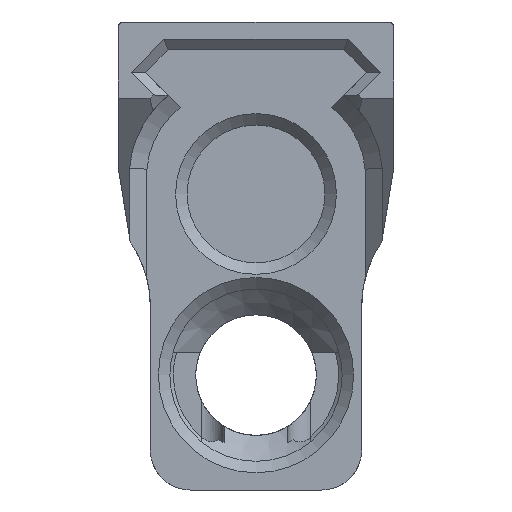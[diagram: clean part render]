
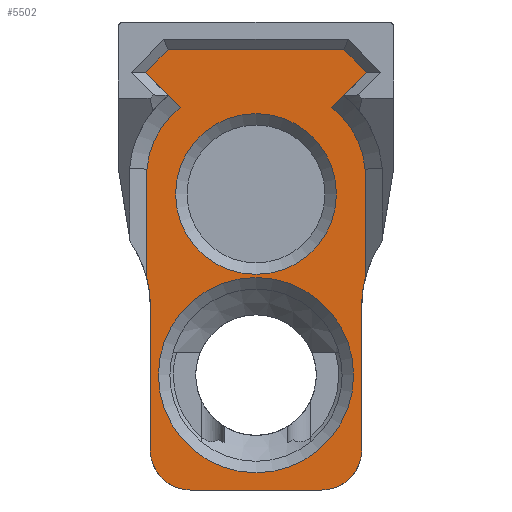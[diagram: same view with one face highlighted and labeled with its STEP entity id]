
A CAD part, front view. The second image highlights one B-rep face of the part: STEP entity #5502.
In plain terms, the highlighted planar face has unit normal (0, -1, 0).
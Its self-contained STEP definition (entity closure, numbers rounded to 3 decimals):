
#258=FACE_BOUND('',#765,.T.);
#259=FACE_BOUND('',#766,.T.);
#262=PLANE('',#5807);
#475=FACE_OUTER_BOUND('',#764,.T.);
#764=EDGE_LOOP('',(#3783,#3784,#3785,#3786,#3787,#3788,#3789,#3790,#3791,
#3792,#3793,#3794,#3795,#3796,#3797,#3798));
#765=EDGE_LOOP('',(#3799));
#766=EDGE_LOOP('',(#3800));
#1057=LINE('',#7815,#1682);
#1058=LINE('',#7817,#1683);
#1059=LINE('',#7819,#1684);
#1060=LINE('',#7821,#1685);
#1061=LINE('',#7823,#1686);
#1062=LINE('',#7827,#1687);
#1063=LINE('',#7831,#1688);
#1064=LINE('',#7835,#1689);
#1065=LINE('',#7839,#1690);
#1066=LINE('',#7843,#1691);
#1682=VECTOR('',#6273,10.);
#1683=VECTOR('',#6274,10.);
#1684=VECTOR('',#6275,10.);
#1685=VECTOR('',#6276,10.);
#1686=VECTOR('',#6277,10.);
#1687=VECTOR('',#6280,10.);
#1688=VECTOR('',#6283,10.);
#1689=VECTOR('',#6286,10.);
#1690=VECTOR('',#6289,10.);
#1691=VECTOR('',#6292,10.);
#2307=CIRCLE('',#5806,7.);
#2308=CIRCLE('',#5808,7.445);
#2309=CIRCLE('',#5809,10.);
#2310=CIRCLE('',#5810,3.5);
#2311=CIRCLE('',#5811,3.5);
#2312=CIRCLE('',#5812,10.);
#2313=CIRCLE('',#5813,7.445);
#2314=CIRCLE('',#5814,8.5);
#2365=VERTEX_POINT('',#7809);
#2366=VERTEX_POINT('',#7813);
#2367=VERTEX_POINT('',#7814);
#2368=VERTEX_POINT('',#7816);
#2369=VERTEX_POINT('',#7818);
#2370=VERTEX_POINT('',#7820);
#2371=VERTEX_POINT('',#7822);
#2372=VERTEX_POINT('',#7824);
#2373=VERTEX_POINT('',#7826);
#2374=VERTEX_POINT('',#7828);
#2375=VERTEX_POINT('',#7830);
#2376=VERTEX_POINT('',#7832);
#2377=VERTEX_POINT('',#7834);
#2378=VERTEX_POINT('',#7836);
#2379=VERTEX_POINT('',#7838);
#2380=VERTEX_POINT('',#7840);
#2381=VERTEX_POINT('',#7842);
#2382=VERTEX_POINT('',#7845);
#2924=EDGE_CURVE('',#2365,#2365,#2307,.T.);
#2925=EDGE_CURVE('',#2366,#2367,#1057,.T.);
#2926=EDGE_CURVE('',#2368,#2366,#1058,.T.);
#2927=EDGE_CURVE('',#2369,#2368,#1059,.T.);
#2928=EDGE_CURVE('',#2370,#2369,#1060,.T.);
#2929=EDGE_CURVE('',#2371,#2370,#1061,.T.);
#2930=EDGE_CURVE('',#2372,#2371,#2308,.T.);
#2931=EDGE_CURVE('',#2373,#2372,#1062,.T.);
#2932=EDGE_CURVE('',#2373,#2374,#2309,.F.);
#2933=EDGE_CURVE('',#2375,#2374,#1063,.T.);
#2934=EDGE_CURVE('',#2376,#2375,#2310,.T.);
#2935=EDGE_CURVE('',#2377,#2376,#1064,.T.);
#2936=EDGE_CURVE('',#2378,#2377,#2311,.T.);
#2937=EDGE_CURVE('',#2379,#2378,#1065,.T.);
#2938=EDGE_CURVE('',#2379,#2380,#2312,.F.);
#2939=EDGE_CURVE('',#2381,#2380,#1066,.T.);
#2940=EDGE_CURVE('',#2367,#2381,#2313,.T.);
#2941=EDGE_CURVE('',#2382,#2382,#2314,.T.);
#3783=ORIENTED_EDGE('',*,*,#2925,.F.);
#3784=ORIENTED_EDGE('',*,*,#2926,.F.);
#3785=ORIENTED_EDGE('',*,*,#2927,.F.);
#3786=ORIENTED_EDGE('',*,*,#2928,.F.);
#3787=ORIENTED_EDGE('',*,*,#2929,.F.);
#3788=ORIENTED_EDGE('',*,*,#2930,.F.);
#3789=ORIENTED_EDGE('',*,*,#2931,.F.);
#3790=ORIENTED_EDGE('',*,*,#2932,.T.);
#3791=ORIENTED_EDGE('',*,*,#2933,.F.);
#3792=ORIENTED_EDGE('',*,*,#2934,.F.);
#3793=ORIENTED_EDGE('',*,*,#2935,.F.);
#3794=ORIENTED_EDGE('',*,*,#2936,.F.);
#3795=ORIENTED_EDGE('',*,*,#2937,.F.);
#3796=ORIENTED_EDGE('',*,*,#2938,.T.);
#3797=ORIENTED_EDGE('',*,*,#2939,.F.);
#3798=ORIENTED_EDGE('',*,*,#2940,.F.);
#3799=ORIENTED_EDGE('',*,*,#2941,.F.);
#3800=ORIENTED_EDGE('',*,*,#2924,.F.);
#5502=ADVANCED_FACE('',(#475,#258,#259),#262,.F.);
#5806=AXIS2_PLACEMENT_3D('',#7811,#6269,#6270);
#5807=AXIS2_PLACEMENT_3D('',#7812,#6271,#6272);
#5808=AXIS2_PLACEMENT_3D('',#7825,#6278,#6279);
#5809=AXIS2_PLACEMENT_3D('',#7829,#6281,#6282);
#5810=AXIS2_PLACEMENT_3D('',#7833,#6284,#6285);
#5811=AXIS2_PLACEMENT_3D('',#7837,#6287,#6288);
#5812=AXIS2_PLACEMENT_3D('',#7841,#6290,#6291);
#5813=AXIS2_PLACEMENT_3D('',#7844,#6293,#6294);
#5814=AXIS2_PLACEMENT_3D('',#7846,#6295,#6296);
#6269=DIRECTION('center_axis',(0.,-1.,0.));
#6270=DIRECTION('ref_axis',(1.,0.,0.));
#6271=DIRECTION('center_axis',(0.,1.,0.));
#6272=DIRECTION('ref_axis',(1.,0.,0.));
#6273=DIRECTION('',(-0.698,0.,-0.716));
#6274=DIRECTION('',(0.698,0.,-0.716));
#6275=DIRECTION('',(1.,0.,0.));
#6276=DIRECTION('',(0.698,0.,0.716));
#6277=DIRECTION('',(-0.698,0.,0.716));
#6278=DIRECTION('center_axis',(0.,1.,0.));
#6279=DIRECTION('ref_axis',(-0.997,0.,0.072));
#6280=DIRECTION('',(0.,0.,1.));
#6281=DIRECTION('center_axis',(0.,-1.,0.));
#6282=DIRECTION('ref_axis',(0.82,0.,0.572));
#6283=DIRECTION('',(0.,0.,1.));
#6284=DIRECTION('center_axis',(0.,1.,0.));
#6285=DIRECTION('ref_axis',(-0.707,0.,-0.707));
#6286=DIRECTION('',(-1.,0.,0.));
#6287=DIRECTION('center_axis',(0.,1.,0.));
#6288=DIRECTION('ref_axis',(0.707,0.,-0.707));
#6289=DIRECTION('',(0.,0.,-1.));
#6290=DIRECTION('center_axis',(0.,-1.,0.));
#6291=DIRECTION('ref_axis',(-0.82,0.,0.572));
#6292=DIRECTION('',(0.,0.,-1.));
#6293=DIRECTION('center_axis',(0.,1.,0.));
#6294=DIRECTION('ref_axis',(0.623,0.,0.782));
#6295=DIRECTION('center_axis',(0.,-1.,0.));
#6296=DIRECTION('ref_axis',(1.,0.,0.));
#7809=CARTESIAN_POINT('',(-7.,40.3,3.775));
#7811=CARTESIAN_POINT('Origin',(0.,40.3,3.775));
#7812=CARTESIAN_POINT('Origin',(0.,40.3,-2.825));
#7813=CARTESIAN_POINT('',(9.6,40.3,14.35));
#7814=CARTESIAN_POINT('',(6.596,40.3,11.269));
#7815=CARTESIAN_POINT('',(7.65,40.3,12.35));
#7816=CARTESIAN_POINT('',(7.65,40.3,16.35));
#7817=CARTESIAN_POINT('',(9.6,40.3,14.35));
#7818=CARTESIAN_POINT('',(-7.65,40.3,16.35));
#7819=CARTESIAN_POINT('',(-7.65,40.3,16.35));
#7820=CARTESIAN_POINT('',(-9.6,40.3,14.35));
#7821=CARTESIAN_POINT('',(-7.65,40.3,16.35));
#7822=CARTESIAN_POINT('',(-6.596,40.3,11.269));
#7823=CARTESIAN_POINT('',(-9.6,40.3,14.35));
#7824=CARTESIAN_POINT('',(-9.5,40.3,5.943));
#7825=CARTESIAN_POINT('Origin',(-2.079,40.3,5.352));
#7826=CARTESIAN_POINT('',(-9.5,40.3,-3.593));
#7827=CARTESIAN_POINT('',(-9.5,40.3,-1.563));
#7828=CARTESIAN_POINT('',(-9.2,40.3,-6.024));
#7829=CARTESIAN_POINT('Origin',(-19.2,40.3,-6.024));
#7830=CARTESIAN_POINT('',(-9.2,40.3,-18.5));
#7831=CARTESIAN_POINT('',(-9.2,40.3,-1.563));
#7832=CARTESIAN_POINT('',(-5.7,40.3,-22.));
#7833=CARTESIAN_POINT('Origin',(-5.7,40.3,-18.5));
#7834=CARTESIAN_POINT('',(5.7,40.3,-22.));
#7835=CARTESIAN_POINT('',(5.5,40.3,-22.));
#7836=CARTESIAN_POINT('',(9.2,40.3,-18.5));
#7837=CARTESIAN_POINT('Origin',(5.7,40.3,-18.5));
#7838=CARTESIAN_POINT('',(9.2,40.3,-6.024));
#7839=CARTESIAN_POINT('',(9.2,40.3,-12.413));
#7840=CARTESIAN_POINT('',(9.5,40.3,-3.593));
#7841=CARTESIAN_POINT('Origin',(19.2,40.3,-6.024));
#7842=CARTESIAN_POINT('',(9.5,40.3,5.943));
#7843=CARTESIAN_POINT('',(9.5,40.3,1.588));
#7844=CARTESIAN_POINT('Origin',(2.079,40.3,5.352));
#7845=CARTESIAN_POINT('',(-8.5,40.3,-12.));
#7846=CARTESIAN_POINT('Origin',(0.,40.3,-12.));
